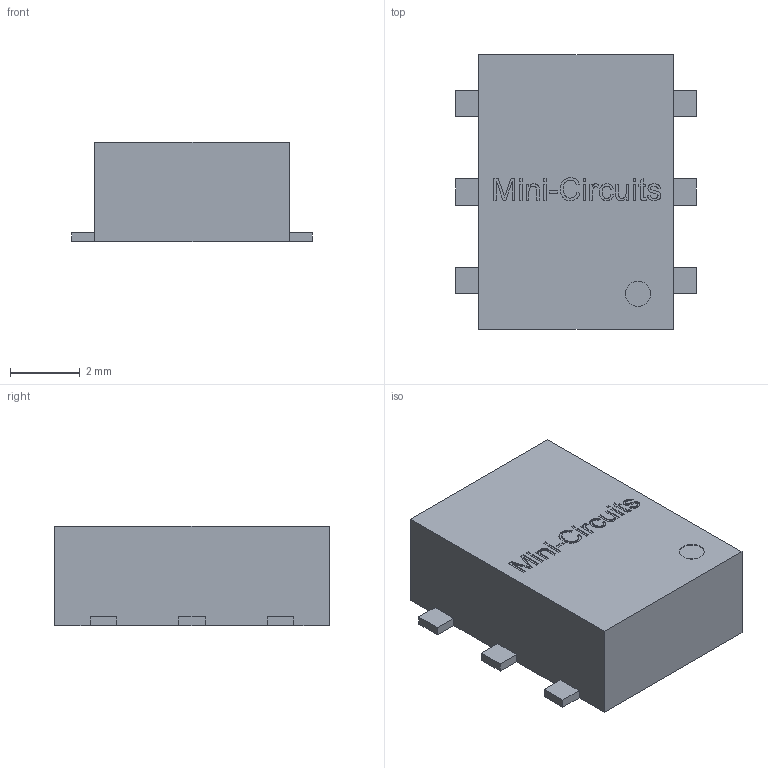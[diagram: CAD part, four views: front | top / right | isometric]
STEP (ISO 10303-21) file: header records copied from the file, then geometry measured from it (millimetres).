
FILE_DESCRIPTION(/* description */ (''),/* implementation_level */ '2;1');
FILE_NAME(/* name */ 'CD542.step',/* time_stamp */ '2020-10-26T10:12:10-06:00',/* author */ (''),/* organization */ (''),/* preprocessor_version */ 'ST-DEVELOPER v18.1',/* originating_system */ 'Autodesk Translation Framework v9.3.0.1241',/* authorisation */ '');
FILE_SCHEMA (('AUTOMOTIVE_DESIGN { 1 0 10303 214 3 1 1 }'));
Length unit declared in the file: inch
Products named in the file (1): CD542
Bounding box: 6.91 x 7.87 x 2.84 mm (x, y, z)
Volume: 125.9 mm3; surface area: 173.4 mm2
Topology: 1 solids, 1 shells, 244 faces, 672 edges, 448 vertices
Faces by surface type: plane 137, bspline 106, cylinder 1
Full cylindrical faces by diameter (mm): 0.718 x1
Entity records: 8730 total; most frequent: CARTESIAN_POINT 3167, ORIENTED_EDGE 1344, DIRECTION 740, EDGE_CURVE 672, LINE 458, VECTOR 458, VERTEX_POINT 448, EDGE_LOOP 262
